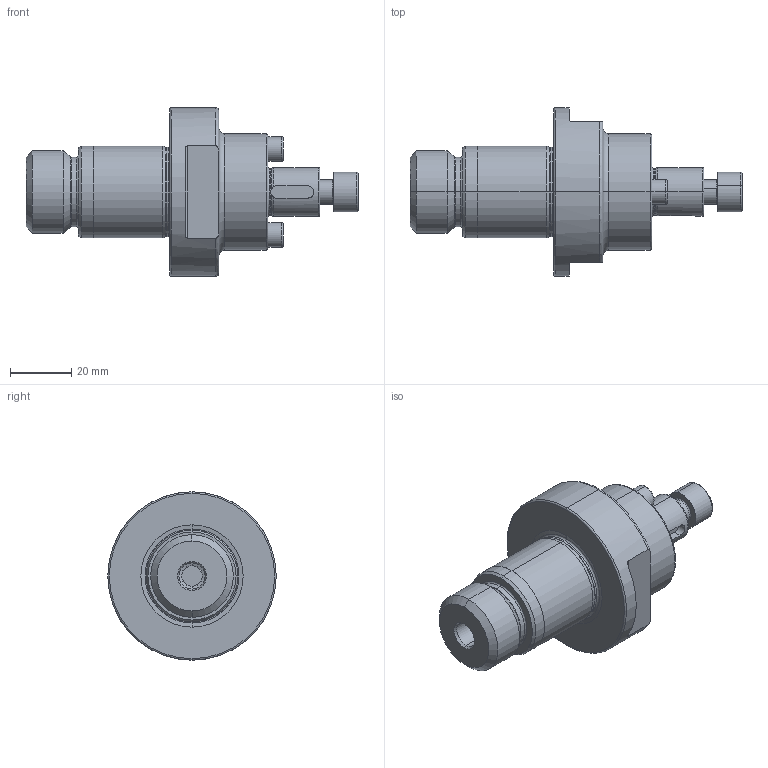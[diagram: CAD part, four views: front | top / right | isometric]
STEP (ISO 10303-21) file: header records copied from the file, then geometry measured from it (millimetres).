
FILE_DESCRIPTION (( 'STEP AP203' ), '1' );
FILE_NAME ('350.550.016C.STEP', '2024-09-02T11:58:48', ( '' ), ( '' ), 'SwSTEP 2.0', 'SolidWorks 2022', '' );
FILE_SCHEMA (( 'CONFIG_CONTROL_DESIGN' ));
Length unit declared in the file: millimetre
Products named in the file (4): D16-ER1.002.025_A; D16-ER2.001.015_B; 350.550.016C; CA5-D16.001.032_B
Assembly tree (4 placements, depth 2):
  350.550.016C
    CA5-D16.001.032_B
    D16-ER1.002.025_A
    D16-ER2.001.015_B  x2
Bounding box: 108.45 x 55 x 55 mm (x, y, z)
Volume: 84748 mm3; surface area: 19635.7 mm2
Topology: 4 solids, 4 shells, 247 faces, 557 edges, 319 vertices
Faces by surface type: cylinder 72, cone 69, torus 54, plane 52
Entity records: 6209 total; most frequent: CARTESIAN_POINT 1298, DIRECTION 1029, ORIENTED_EDGE 880, EDGE_CURVE 440, AXIS2_PLACEMENT_3D 431, VERTEX_POINT 258, CIRCLE 222, EDGE_LOOP 222
